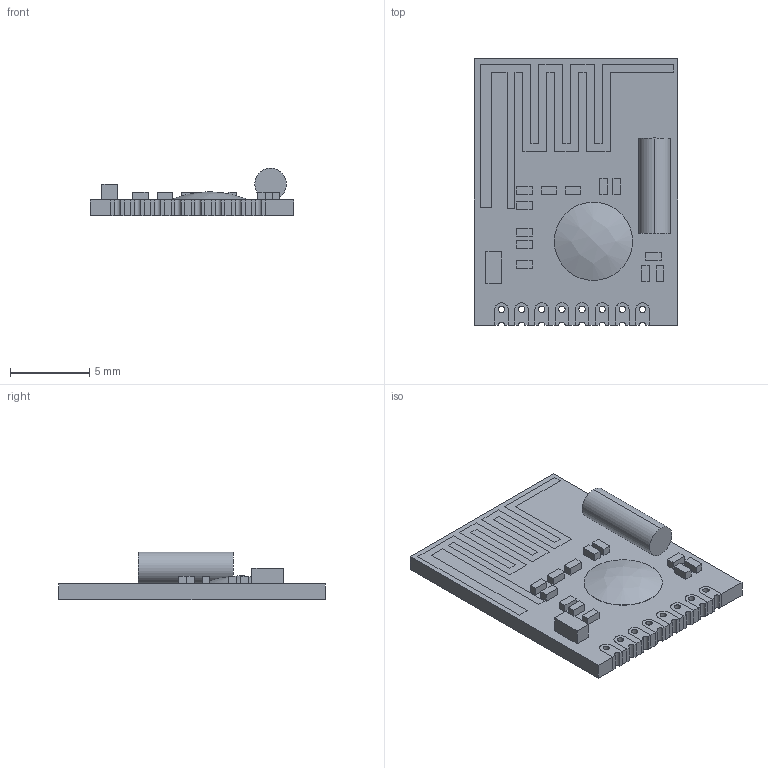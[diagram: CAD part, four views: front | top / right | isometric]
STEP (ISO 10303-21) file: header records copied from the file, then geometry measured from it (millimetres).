
FILE_DESCRIPTION (( 'STEP AP214' ), '1' );
FILE_NAME ('User Library-RFM70.STEP', '2019-10-03T13:00:13', ( '' ), ( '' ), 'SwSTEP 2.0', 'SolidWorks 2019', '' );
FILE_SCHEMA (( 'AUTOMOTIVE_DESIGN' ));
Length unit declared in the file: millimetre
Products named in the file (1): User Library-RFM70
Bounding box: 12.8 x 16.8 x 3 mm (x, y, z)
Volume: 242.4 mm3; surface area: 707.1 mm2
Topology: 11 solids, 11 shells, 261 faces, 672 edges, 448 vertices
Faces by surface type: plane 216, cylinder 44, bspline 1
Entity records: 9187 total; most frequent: CARTESIAN_POINT 1397, ORIENTED_EDGE 1344, DIRECTION 1282, EDGE_CURVE 672, LINE 584, VECTOR 584, VERTEX_POINT 448, AXIS2_PLACEMENT_3D 349
